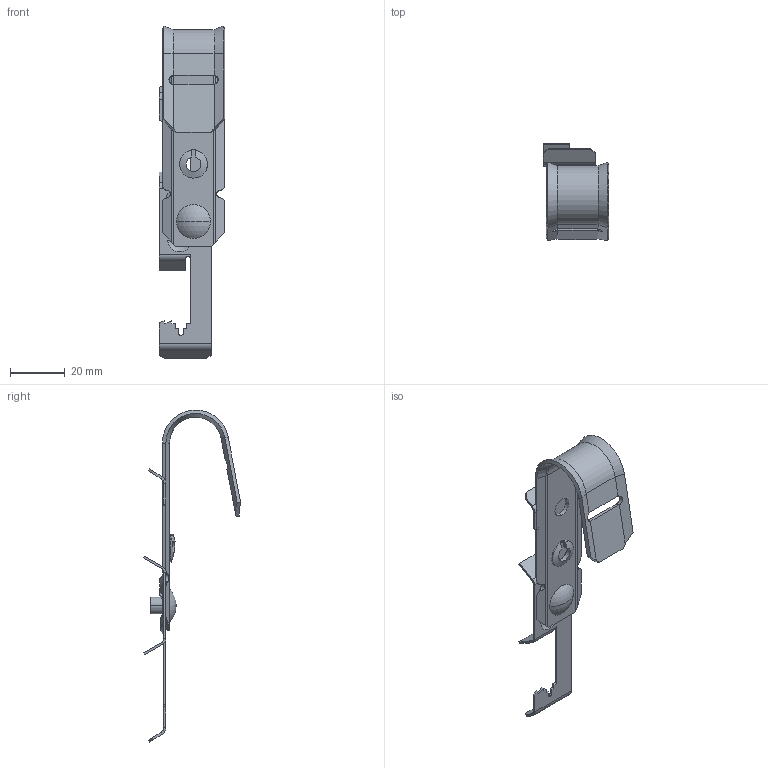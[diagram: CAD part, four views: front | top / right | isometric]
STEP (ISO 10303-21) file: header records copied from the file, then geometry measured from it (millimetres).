
FILE_DESCRIPTION (( 'STEP AP203' ), '1' );
FILE_NAME ('WJH12W.STEP', '2024-03-05T08:45:31', ( '' ), ( '' ), 'SwSTEP 2.0', 'SolidWorks 2021', '' );
FILE_SCHEMA (( 'CONFIG_CONTROL_DESIGN' ));
Length unit declared in the file: millimetre
Products named in the file (4): W.step; WJH12.step; oval head semi-tubular rivets gb_GB_CONNECTING_PIECE_RIVET_OHSR 6X7; WJH12W
Assembly tree (3 placements, depth 2):
  WJH12W
    W.step
    WJH12.step
    oval head semi-tubular rivets gb_GB_CONNECTING_PIECE_RIVET_OHSR 6X7
Bounding box: 24.07 x 35.59 x 121.6 mm (x, y, z)
Volume: 5156.6 mm3; surface area: 9911.3 mm2
Topology: 3 solids, 3 shells, 197 faces, 531 edges, 332 vertices
Faces by surface type: plane 106, cylinder 51, cone 24, bspline 10, torus 4, sphere 2
Entity records: 7418 total; most frequent: CARTESIAN_POINT 2178, ORIENTED_EDGE 1058, DIRECTION 970, EDGE_CURVE 529, VERTEX_POINT 332, AXIS2_PLACEMENT_3D 330, LINE 310, VECTOR 310
